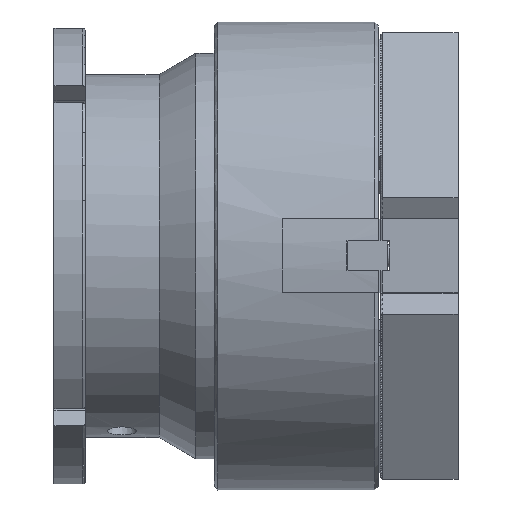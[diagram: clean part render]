
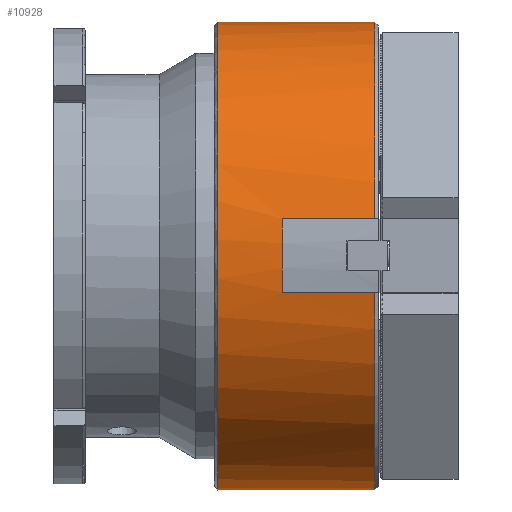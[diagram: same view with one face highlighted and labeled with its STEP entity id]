
A CAD part, top view. The second image highlights one B-rep face of the part: STEP entity #10928.
In plain terms, the highlighted cylindrical face has radius 127 mm (diameter 254 mm), a full revolution.
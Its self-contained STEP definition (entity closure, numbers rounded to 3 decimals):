
#111 = ORIENTED_EDGE ( 'NONE', *, *, #20081, .F. ) ;
#217 = ORIENTED_EDGE ( 'NONE', *, *, #19852, .T. ) ;
#265 = DIRECTION ( 'NONE',  ( 0., 0., 1. ) ) ;
#324 = DIRECTION ( 'NONE',  ( -1., 0., 0. ) ) ;
#355 = ORIENTED_EDGE ( 'NONE', *, *, #3302, .F. ) ;
#375 = CARTESIAN_POINT ( 'NONE',  ( 87., 0., 0. ) ) ;
#560 = VERTEX_POINT ( 'NONE', #7852 ) ;
#2145 = VECTOR ( 'NONE', #19956, 1000. ) ;
#3302 = EDGE_CURVE ( 'NONE', #4526, #3968, #21520, .T. ) ;
#3423 = EDGE_CURVE ( 'NONE', #41376, #44246, #20001, .T. ) ;
#3897 = DIRECTION ( 'NONE',  ( 0., 0., -1. ) ) ;
#3944 = DIRECTION ( 'NONE',  ( 1., 0., 0. ) ) ;
#3949 = CARTESIAN_POINT ( 'NONE',  ( 37., 0., 0. ) ) ;
#3968 = VERTEX_POINT ( 'NONE', #13718 ) ;
#3978 = VECTOR ( 'NONE', #37759, 1000. ) ;
#4526 = VERTEX_POINT ( 'NONE', #7073 ) ;
#5868 = VERTEX_POINT ( 'NONE', #32061 ) ;
#7073 = CARTESIAN_POINT ( 'NONE',  ( 87., -80.028, -98.613 ) ) ;
#7481 = VECTOR ( 'NONE', #21466, 1000. ) ;
#7852 = CARTESIAN_POINT ( 'NONE',  ( 37., -45.387, 118.613 ) ) ;
#10676 = CIRCLE ( 'NONE', #36744, 127. ) ;
#10928 = ADVANCED_FACE ( 'NONE', ( #24196, #24187 ), #24183, .T. ) ;
#12221 = CARTESIAN_POINT ( 'NONE',  ( 87., 125.415, 20. ) ) ;
#12414 = EDGE_CURVE ( 'NONE', #3968, #33480, #18406, .T. ) ;
#12741 = CIRCLE ( 'NONE', #38744, 127. ) ;
#13718 = CARTESIAN_POINT ( 'NONE',  ( 37., -80.028, -98.613 ) ) ;
#14266 = AXIS2_PLACEMENT_3D ( 'NONE', #26779, #26770, #26720 ) ;
#14340 = CARTESIAN_POINT ( 'NONE',  ( 87., -45.387, 118.613 ) ) ;
#14341 = AXIS2_PLACEMENT_3D ( 'NONE', #33709, #33694, #33630 ) ;
#14509 = DIRECTION ( 'NONE',  ( 1., 0., 0. ) ) ;
#14516 = EDGE_CURVE ( 'NONE', #25470, #560, #21861, .T. ) ;
#14563 = CARTESIAN_POINT ( 'NONE',  ( 0., -80.028, 98.613 ) ) ;
#14623 = LINE ( 'NONE', #14563, #27738 ) ;
#16508 = EDGE_CURVE ( 'NONE', #44859, #30890, #17012, .T. ) ;
#17012 = CIRCLE ( 'NONE', #42629, 127. ) ;
#18406 = CIRCLE ( 'NONE', #43876, 127. ) ;
#19253 = EDGE_CURVE ( 'NONE', #25470, #44246, #34393, .T. ) ;
#19852 = EDGE_CURVE ( 'NONE', #28982, #28982, #44267, .T. ) ;
#19956 = DIRECTION ( 'NONE',  ( 1., 0., 0. ) ) ;
#19965 = CARTESIAN_POINT ( 'NONE',  ( 0., 125.415, 20. ) ) ;
#20001 = LINE ( 'NONE', #19965, #2145 ) ;
#20062 = DIRECTION ( 'NONE',  ( 0., 0., -1. ) ) ;
#20071 = DIRECTION ( 'NONE',  ( 1., 0., 0. ) ) ;
#20081 = EDGE_CURVE ( 'NONE', #23051, #5868, #14623, .T. ) ;
#20115 = CARTESIAN_POINT ( 'NONE',  ( 2., 0., 0. ) ) ;
#21466 = DIRECTION ( 'NONE',  ( -1., 0., 0. ) ) ;
#21475 = CARTESIAN_POINT ( 'NONE',  ( 0., -80.028, -98.613 ) ) ;
#21520 = LINE ( 'NONE', #21475, #7481 ) ;
#21811 = DIRECTION ( 'NONE',  ( -1., 0., 0. ) ) ;
#21818 = CARTESIAN_POINT ( 'NONE',  ( 0., -45.387, 118.613 ) ) ;
#21861 = LINE ( 'NONE', #21818, #22306 ) ;
#22306 = VECTOR ( 'NONE', #21811, 1000. ) ;
#23051 = VERTEX_POINT ( 'NONE', #37254 ) ;
#23169 = VERTEX_POINT ( 'NONE', #34847 ) ;
#23249 = EDGE_CURVE ( 'NONE', #560, #23051, #10676, .T. ) ;
#24061 = DIRECTION ( 'NONE',  ( 0., 0., 1. ) ) ;
#24079 = DIRECTION ( 'NONE',  ( -1., 0., 0. ) ) ;
#24133 = CARTESIAN_POINT ( 'NONE',  ( 0., 0., 0. ) ) ;
#24183 = CYLINDRICAL_SURFACE ( 'NONE', #31555, 127. ) ;
#24187 = FACE_OUTER_BOUND ( 'NONE', #36296, .T. ) ;
#24196 = FACE_OUTER_BOUND ( 'NONE', #37463, .T. ) ;
#24723 = AXIS2_PLACEMENT_3D ( 'NONE', #20115, #20071, #20062 ) ;
#24893 = EDGE_CURVE ( 'NONE', #33480, #30890, #37922, .T. ) ;
#25470 = VERTEX_POINT ( 'NONE', #14340 ) ;
#26720 = DIRECTION ( 'NONE',  ( 0., 0., -1. ) ) ;
#26770 = DIRECTION ( 'NONE',  ( 1., 0., 0. ) ) ;
#26779 = CARTESIAN_POINT ( 'NONE',  ( 37., 0., 0. ) ) ;
#27738 = VECTOR ( 'NONE', #14509, 1000. ) ;
#28621 = EDGE_CURVE ( 'NONE', #4526, #5868, #12741, .T. ) ;
#28725 = EDGE_CURVE ( 'NONE', #23169, #41376, #34330, .T. ) ;
#28949 = CARTESIAN_POINT ( 'NONE',  ( 2., 0., -127. ) ) ;
#28982 = VERTEX_POINT ( 'NONE', #28949 ) ;
#30890 = VERTEX_POINT ( 'NONE', #35375 ) ;
#31555 = AXIS2_PLACEMENT_3D ( 'NONE', #24133, #24079, #24061 ) ;
#32061 = CARTESIAN_POINT ( 'NONE',  ( 87., -80.028, 98.613 ) ) ;
#32668 = CARTESIAN_POINT ( 'NONE',  ( 37., -45.387, -118.613 ) ) ;
#32776 = DIRECTION ( 'NONE',  ( 0., 0., -1. ) ) ;
#32834 = DIRECTION ( 'NONE',  ( 1., 0., 0. ) ) ;
#32886 = CARTESIAN_POINT ( 'NONE',  ( 37., 0., 0. ) ) ;
#33225 = VECTOR ( 'NONE', #43991, 1000. ) ;
#33480 = VERTEX_POINT ( 'NONE', #32668 ) ;
#33630 = DIRECTION ( 'NONE',  ( 0., 0., 1. ) ) ;
#33694 = DIRECTION ( 'NONE',  ( -1., 0., 0. ) ) ;
#33709 = CARTESIAN_POINT ( 'NONE',  ( 87., 0., 0. ) ) ;
#34330 = CIRCLE ( 'NONE', #14266, 127. ) ;
#34393 = CIRCLE ( 'NONE', #14341, 127. ) ;
#34847 = CARTESIAN_POINT ( 'NONE',  ( 37., 125.415, -20. ) ) ;
#35375 = CARTESIAN_POINT ( 'NONE',  ( 87., -45.387, -118.613 ) ) ;
#36296 = EDGE_LOOP ( 'NONE', ( #355, #45666, #111, #45414, #45613, #45269, #45319, #44882, #44931, #44668, #44870, #44397 ) ) ;
#36400 = DIRECTION ( 'NONE',  ( 0., 0., 1. ) ) ;
#36443 = DIRECTION ( 'NONE',  ( -1., 0., 0. ) ) ;
#36449 = CARTESIAN_POINT ( 'NONE',  ( 87., 0., 0. ) ) ;
#36744 = AXIS2_PLACEMENT_3D ( 'NONE', #32886, #32834, #32776 ) ;
#37254 = CARTESIAN_POINT ( 'NONE',  ( 37., -80.028, 98.613 ) ) ;
#37463 = EDGE_LOOP ( 'NONE', ( #217 ) ) ;
#37491 = EDGE_CURVE ( 'NONE', #44859, #23169, #44046, .T. ) ;
#37759 = DIRECTION ( 'NONE',  ( 1., 0., 0. ) ) ;
#37872 = CARTESIAN_POINT ( 'NONE',  ( 0., -45.387, -118.613 ) ) ;
#37922 = LINE ( 'NONE', #37872, #3978 ) ;
#38744 = AXIS2_PLACEMENT_3D ( 'NONE', #375, #324, #265 ) ;
#40682 = CARTESIAN_POINT ( 'NONE',  ( 37., 125.415, 20. ) ) ;
#41376 = VERTEX_POINT ( 'NONE', #40682 ) ;
#42629 = AXIS2_PLACEMENT_3D ( 'NONE', #36449, #36443, #36400 ) ;
#43876 = AXIS2_PLACEMENT_3D ( 'NONE', #3949, #3944, #3897 ) ;
#43945 = CARTESIAN_POINT ( 'NONE',  ( 87., 125.415, -20. ) ) ;
#43991 = DIRECTION ( 'NONE',  ( -1., 0., 0. ) ) ;
#44011 = CARTESIAN_POINT ( 'NONE',  ( 0., 125.415, -20. ) ) ;
#44046 = LINE ( 'NONE', #44011, #33225 ) ;
#44246 = VERTEX_POINT ( 'NONE', #12221 ) ;
#44267 = CIRCLE ( 'NONE', #24723, 127. ) ;
#44397 = ORIENTED_EDGE ( 'NONE', *, *, #12414, .F. ) ;
#44668 = ORIENTED_EDGE ( 'NONE', *, *, #16508, .T. ) ;
#44859 = VERTEX_POINT ( 'NONE', #43945 ) ;
#44870 = ORIENTED_EDGE ( 'NONE', *, *, #24893, .F. ) ;
#44882 = ORIENTED_EDGE ( 'NONE', *, *, #28725, .F. ) ;
#44931 = ORIENTED_EDGE ( 'NONE', *, *, #37491, .F. ) ;
#45269 = ORIENTED_EDGE ( 'NONE', *, *, #19253, .T. ) ;
#45319 = ORIENTED_EDGE ( 'NONE', *, *, #3423, .F. ) ;
#45414 = ORIENTED_EDGE ( 'NONE', *, *, #23249, .F. ) ;
#45613 = ORIENTED_EDGE ( 'NONE', *, *, #14516, .F. ) ;
#45666 = ORIENTED_EDGE ( 'NONE', *, *, #28621, .T. ) ;
